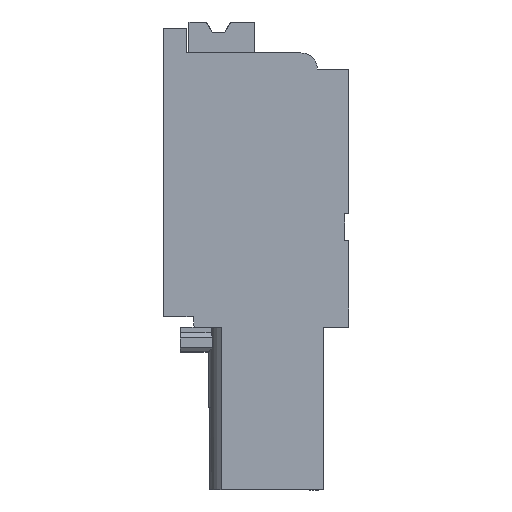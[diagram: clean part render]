
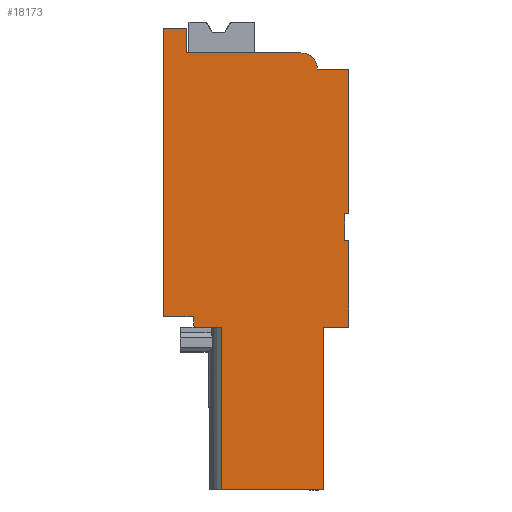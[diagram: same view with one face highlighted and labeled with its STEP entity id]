
A CAD part, left-side view. The second image highlights one B-rep face of the part: STEP entity #18173.
In plain terms, the highlighted planar face has unit normal (-1, 0, 0).
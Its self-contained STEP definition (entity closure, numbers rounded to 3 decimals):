
#3579=AXIS2_PLACEMENT_3D('Circle Axis2P3D',#3577,#3578,$) ;
#18146=AXIS2_PLACEMENT_3D('Plane Axis2P3D',#18143,#18144,#18145) ;
#40=CARTESIAN_POINT('Vertex',(0.,0.,13.4)) ;
#45=CARTESIAN_POINT('Line Origine',(0.,0.1,13.4)) ;
#49=CARTESIAN_POINT('Vertex',(0.,0.2,13.4)) ;
#83=CARTESIAN_POINT('Line Origine',(0.,0.2,12.75)) ;
#87=CARTESIAN_POINT('Vertex',(0.,0.2,12.1)) ;
#107=CARTESIAN_POINT('Line Origine',(0.,0.1,12.1)) ;
#111=CARTESIAN_POINT('Vertex',(0.,0.,12.1)) ;
#138=CARTESIAN_POINT('Line Origine',(0.,0.,10.)) ;
#142=CARTESIAN_POINT('Vertex',(0.,0.,7.9)) ;
#979=CARTESIAN_POINT('Line Origine',(0.,0.612,7.9)) ;
#983=CARTESIAN_POINT('Vertex',(0.,1.224,7.9)) ;
#1506=CARTESIAN_POINT('Line Origine',(0.,1.224,3.95)) ;
#1510=CARTESIAN_POINT('Vertex',(0.,1.224,0.)) ;
#2643=CARTESIAN_POINT('Line Origine',(0.,3.705,0.)) ;
#2647=CARTESIAN_POINT('Vertex',(0.,6.187,0.)) ;
#3574=CARTESIAN_POINT('Vertex',(0.,2.325,21.2)) ;
#3577=CARTESIAN_POINT('Axis2P3D Location',(0.,2.325,20.4)) ;
#3581=CARTESIAN_POINT('Vertex',(0.,1.525,20.4)) ;
#3721=CARTESIAN_POINT('Line Origine',(0.,5.087,21.2)) ;
#3725=CARTESIAN_POINT('Vertex',(0.,7.85,21.2)) ;
#4687=CARTESIAN_POINT('Line Origine',(0.,7.85,21.8)) ;
#4691=CARTESIAN_POINT('Vertex',(0.,7.85,22.4)) ;
#4718=CARTESIAN_POINT('Line Origine',(0.,8.425,22.4)) ;
#4722=CARTESIAN_POINT('Vertex',(0.,9.,22.4)) ;
#4749=CARTESIAN_POINT('Line Origine',(0.,9.,15.4)) ;
#4753=CARTESIAN_POINT('Vertex',(0.,9.,8.4)) ;
#5086=CARTESIAN_POINT('Line Origine',(0.,8.272,8.4)) ;
#5090=CARTESIAN_POINT('Vertex',(0.,7.545,8.4)) ;
#5284=CARTESIAN_POINT('Vertex',(0.,7.501,7.9)) ;
#5287=CARTESIAN_POINT('Line Origine',(0.,7.523,8.15)) ;
#5364=CARTESIAN_POINT('Vertex',(0.,6.187,7.9)) ;
#5367=CARTESIAN_POINT('Line Origine',(0.,6.844,7.9)) ;
#15216=CARTESIAN_POINT('Line Origine',(0.,0.762,20.4)) ;
#15220=CARTESIAN_POINT('Vertex',(0.,0.,20.4)) ;
#17086=CARTESIAN_POINT('Line Origine',(0.,6.187,3.95)) ;
#18143=CARTESIAN_POINT('Axis2P3D Location',(0.,0.,0.)) ;
#18148=CARTESIAN_POINT('Line Origine',(0.,0.,16.9)) ;
#46=DIRECTION('Vector Direction',(0.,1.,0.)) ;
#84=DIRECTION('Vector Direction',(0.,0.,1.)) ;
#108=DIRECTION('Vector Direction',(0.,-1.,0.)) ;
#139=DIRECTION('Vector Direction',(0.,0.,1.)) ;
#980=DIRECTION('Vector Direction',(0.,1.,0.)) ;
#1507=DIRECTION('Vector Direction',(0.,0.,1.)) ;
#2644=DIRECTION('Vector Direction',(0.,-1.,0.)) ;
#3578=DIRECTION('Axis2P3D Direction',(-1.,-0.,0.)) ;
#3722=DIRECTION('Vector Direction',(0.,-1.,0.)) ;
#4688=DIRECTION('Vector Direction',(0.,0.,-1.)) ;
#4719=DIRECTION('Vector Direction',(0.,-1.,0.)) ;
#4750=DIRECTION('Vector Direction',(0.,0.,1.)) ;
#5087=DIRECTION('Vector Direction',(0.,-1.,0.)) ;
#5288=DIRECTION('Vector Direction',(0.,0.087,0.996)) ;
#5368=DIRECTION('Vector Direction',(0.,1.,0.)) ;
#15217=DIRECTION('Vector Direction',(0.,-1.,0.)) ;
#17087=DIRECTION('Vector Direction',(0.,0.,1.)) ;
#18144=DIRECTION('Axis2P3D Direction',(-1.,0.,0.)) ;
#18145=DIRECTION('Axis2P3D XDirection',(0.,0.,1.)) ;
#18149=DIRECTION('Vector Direction',(0.,0.,1.)) ;
#47=VECTOR('Line Direction',#46,1.) ;
#85=VECTOR('Line Direction',#84,1.) ;
#109=VECTOR('Line Direction',#108,1.) ;
#140=VECTOR('Line Direction',#139,1.) ;
#981=VECTOR('Line Direction',#980,1.) ;
#1508=VECTOR('Line Direction',#1507,1.) ;
#2645=VECTOR('Line Direction',#2644,1.) ;
#3723=VECTOR('Line Direction',#3722,1.) ;
#4689=VECTOR('Line Direction',#4688,1.) ;
#4720=VECTOR('Line Direction',#4719,1.) ;
#4751=VECTOR('Line Direction',#4750,1.) ;
#5088=VECTOR('Line Direction',#5087,1.) ;
#5289=VECTOR('Line Direction',#5288,1.) ;
#5369=VECTOR('Line Direction',#5368,1.) ;
#15218=VECTOR('Line Direction',#15217,1.) ;
#17088=VECTOR('Line Direction',#17087,1.) ;
#18150=VECTOR('Line Direction',#18149,1.) ;
#18154=ORIENTED_EDGE('',*,*,#18152,.T.) ;
#18155=ORIENTED_EDGE('',*,*,#15222,.T.) ;
#18156=ORIENTED_EDGE('',*,*,#3583,.T.) ;
#18157=ORIENTED_EDGE('',*,*,#3727,.T.) ;
#18158=ORIENTED_EDGE('',*,*,#4693,.T.) ;
#18159=ORIENTED_EDGE('',*,*,#4724,.T.) ;
#18160=ORIENTED_EDGE('',*,*,#4755,.T.) ;
#18161=ORIENTED_EDGE('',*,*,#5092,.T.) ;
#18162=ORIENTED_EDGE('',*,*,#5291,.T.) ;
#18163=ORIENTED_EDGE('',*,*,#5371,.T.) ;
#18164=ORIENTED_EDGE('',*,*,#17090,.F.) ;
#18165=ORIENTED_EDGE('',*,*,#2649,.T.) ;
#18166=ORIENTED_EDGE('',*,*,#1512,.T.) ;
#18167=ORIENTED_EDGE('',*,*,#985,.T.) ;
#18168=ORIENTED_EDGE('',*,*,#144,.T.) ;
#18169=ORIENTED_EDGE('',*,*,#113,.T.) ;
#18170=ORIENTED_EDGE('',*,*,#89,.T.) ;
#18171=ORIENTED_EDGE('',*,*,#51,.T.) ;
#18173=ADVANCED_FACE('HOUSING',(#18172),#18147,.T.) ;
#3580=CIRCLE('generated circle',#3579,0.8) ;
#51=EDGE_CURVE('',#50,#41,#48,.F.) ;
#89=EDGE_CURVE('',#88,#50,#86,.T.) ;
#113=EDGE_CURVE('',#112,#88,#110,.F.) ;
#144=EDGE_CURVE('',#143,#112,#141,.T.) ;
#985=EDGE_CURVE('',#984,#143,#982,.F.) ;
#1512=EDGE_CURVE('',#1511,#984,#1509,.T.) ;
#2649=EDGE_CURVE('',#2648,#1511,#2646,.T.) ;
#3583=EDGE_CURVE('',#3582,#3575,#3580,.T.) ;
#3727=EDGE_CURVE('',#3575,#3726,#3724,.F.) ;
#4693=EDGE_CURVE('',#3726,#4692,#4690,.F.) ;
#4724=EDGE_CURVE('',#4692,#4723,#4721,.F.) ;
#4755=EDGE_CURVE('',#4723,#4754,#4752,.F.) ;
#5092=EDGE_CURVE('',#4754,#5091,#5089,.T.) ;
#5291=EDGE_CURVE('',#5091,#5285,#5290,.F.) ;
#5371=EDGE_CURVE('',#5285,#5365,#5370,.F.) ;
#15222=EDGE_CURVE('',#15221,#3582,#15219,.F.) ;
#17090=EDGE_CURVE('',#2648,#5365,#17089,.T.) ;
#18152=EDGE_CURVE('',#41,#15221,#18151,.T.) ;
#18153=EDGE_LOOP('',(#18154,#18155,#18156,#18157,#18158,#18159,#18160,#18161,#18162,#18163,#18164,#18165,#18166,#18167,#18168,#18169,#18170,#18171)) ;
#18172=FACE_OUTER_BOUND('',#18153,.T.) ;
#48=LINE('Line',#45,#47) ;
#86=LINE('Line',#83,#85) ;
#110=LINE('Line',#107,#109) ;
#141=LINE('Line',#138,#140) ;
#982=LINE('Line',#979,#981) ;
#1509=LINE('Line',#1506,#1508) ;
#2646=LINE('Line',#2643,#2645) ;
#3724=LINE('Line',#3721,#3723) ;
#4690=LINE('Line',#4687,#4689) ;
#4721=LINE('Line',#4718,#4720) ;
#4752=LINE('Line',#4749,#4751) ;
#5089=LINE('Line',#5086,#5088) ;
#5290=LINE('Line',#5287,#5289) ;
#5370=LINE('Line',#5367,#5369) ;
#15219=LINE('Line',#15216,#15218) ;
#17089=LINE('Line',#17086,#17088) ;
#18151=LINE('Line',#18148,#18150) ;
#18147=PLANE('',#18146) ;
#41=VERTEX_POINT('',#40) ;
#50=VERTEX_POINT('',#49) ;
#88=VERTEX_POINT('',#87) ;
#112=VERTEX_POINT('',#111) ;
#143=VERTEX_POINT('',#142) ;
#984=VERTEX_POINT('',#983) ;
#1511=VERTEX_POINT('',#1510) ;
#2648=VERTEX_POINT('',#2647) ;
#3575=VERTEX_POINT('',#3574) ;
#3582=VERTEX_POINT('',#3581) ;
#3726=VERTEX_POINT('',#3725) ;
#4692=VERTEX_POINT('',#4691) ;
#4723=VERTEX_POINT('',#4722) ;
#4754=VERTEX_POINT('',#4753) ;
#5091=VERTEX_POINT('',#5090) ;
#5285=VERTEX_POINT('',#5284) ;
#5365=VERTEX_POINT('',#5364) ;
#15221=VERTEX_POINT('',#15220) ;
